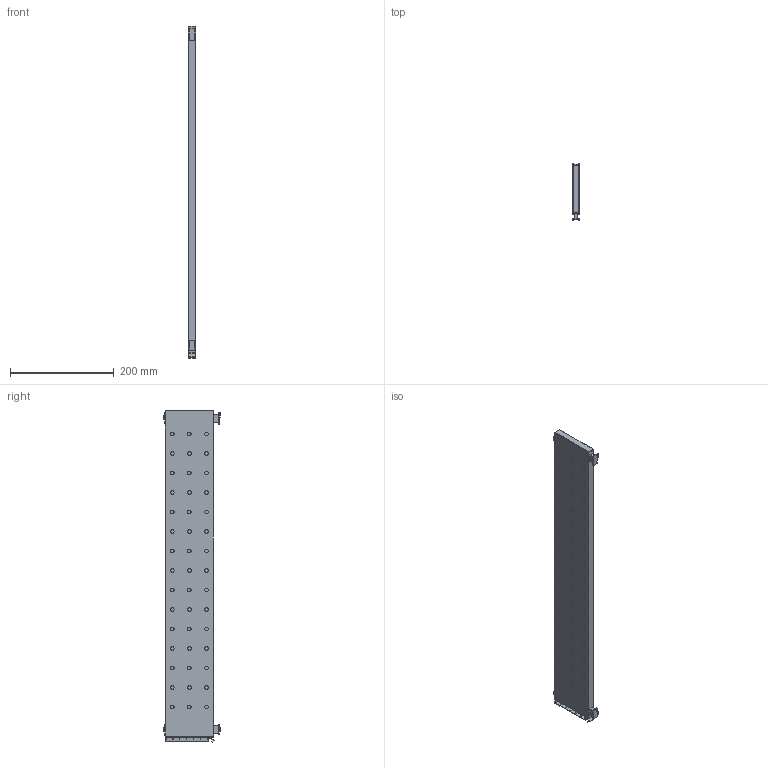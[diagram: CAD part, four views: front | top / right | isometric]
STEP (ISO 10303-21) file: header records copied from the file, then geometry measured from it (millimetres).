
FILE_DESCRIPTION (( 'STEP AP214' ), '1' );
FILE_NAME ('F000607,F000616-RIGHT_3D.step', '2022-10-10T14:03:51', ( '' ), ( '' ), 'SwSTEP 2.0', 'SolidWorks 2020', '' );
FILE_SCHEMA (( 'AUTOMOTIVE_DESIGN' ));
Length unit declared in the file: millimetre
Products named in the file (1): F000607,F000616-RIGHT_3D
Bounding box: 15 x 108.2 x 638.6 mm (x, y, z)
Volume: 112011.2 mm3; surface area: 270515.9 mm2
Topology: 5 solids, 5 shells, 267 faces, 754 edges, 500 vertices
Faces by surface type: plane 151, cylinder 116
Entity records: 8930 total; most frequent: DIRECTION 1522, CARTESIAN_POINT 1522, ORIENTED_EDGE 1508, EDGE_CURVE 754, LINE 522, VECTOR 522, AXIS2_PLACEMENT_3D 500, VERTEX_POINT 500
